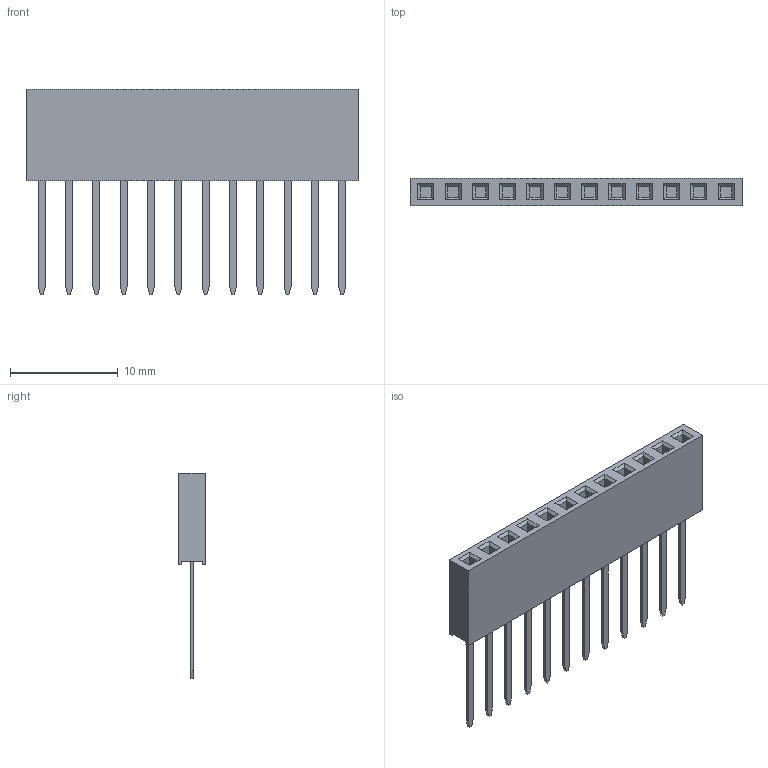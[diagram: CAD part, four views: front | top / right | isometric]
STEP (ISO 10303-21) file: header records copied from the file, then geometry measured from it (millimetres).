
FILE_DESCRIPTION (( 'STEP AP214' ), '1' );
FILE_NAME ('1X12_STACKABLE.STEP', '2015-07-10T17:57:21', ( '' ), ( '' ), 'SwSTEP 2.0', 'SolidWorks 2014', '' );
FILE_SCHEMA (( 'AUTOMOTIVE_DESIGN' ));
Length unit declared in the file: millimetre
Products named in the file (1): 1X12_STACKABLE
Bounding box: 30.88 x 2.5 x 19.1 mm (x, y, z)
Volume: 630.1 mm3; surface area: 1076.1 mm2
Topology: 13 solids, 13 shells, 214 faces, 480 edges, 304 vertices
Faces by surface type: plane 214
Entity records: 5902 total; most frequent: CARTESIAN_POINT 999, ORIENTED_EDGE 960, DIRECTION 910, LINE 480, EDGE_CURVE 480, VECTOR 480, VERTEX_POINT 304, EDGE_LOOP 226
